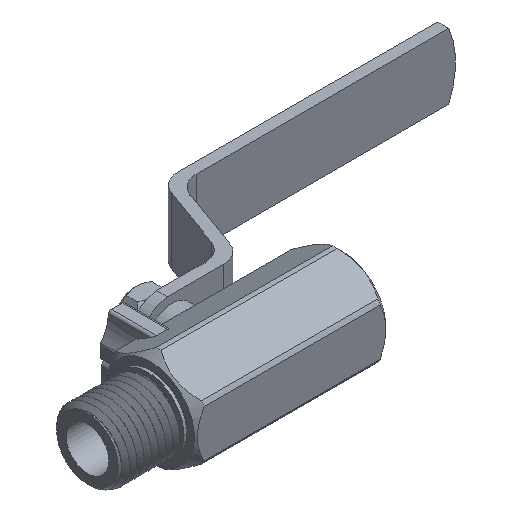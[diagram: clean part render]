
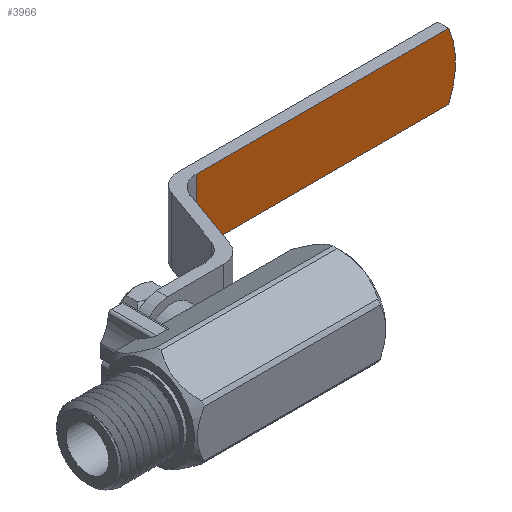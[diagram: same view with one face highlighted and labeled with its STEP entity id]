
A CAD part, isometric view. The second image highlights one B-rep face of the part: STEP entity #3966.
In plain terms, the highlighted planar face has unit normal (0, -1, 0).
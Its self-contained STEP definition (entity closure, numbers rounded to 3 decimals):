
#534=LINE('',#8369,#704);
#535=LINE('',#8374,#705);
#536=LINE('',#8376,#706);
#704=VECTOR('',#4610,1000.);
#705=VECTOR('',#4613,1000.);
#706=VECTOR('',#4614,1000.);
#1503=ORIENTED_EDGE('',*,*,#2497,.T.);
#1504=ORIENTED_EDGE('',*,*,#2498,.T.);
#1505=ORIENTED_EDGE('',*,*,#2499,.F.);
#1506=ORIENTED_EDGE('',*,*,#2500,.F.);
#2497=EDGE_CURVE('',#3046,#3047,#534,.T.);
#2498=EDGE_CURVE('',#3047,#3048,#3288,.T.);
#2499=EDGE_CURVE('',#3049,#3048,#535,.T.);
#2500=EDGE_CURVE('',#3046,#3049,#536,.T.);
#3046=VERTEX_POINT('',#8370);
#3047=VERTEX_POINT('',#8371);
#3048=VERTEX_POINT('',#8373);
#3049=VERTEX_POINT('',#8375);
#3288=CIRCLE('',#4175,15.);
#3464=EDGE_LOOP('',(#1503,#1504,#1505,#1506));
#3685=FACE_BOUND('',#3464,.T.);
#3831=PLANE('',#4174);
#3966=ADVANCED_FACE('',(#3685),#3831,.T.);
#4174=AXIS2_PLACEMENT_3D('',#8368,#4608,#4609);
#4175=AXIS2_PLACEMENT_3D('',#8372,#4611,#4612);
#4608=DIRECTION('',(0.,-1.,0.));
#4609=DIRECTION('',(0.,0.,-1.));
#4610=DIRECTION('',(1.,0.,0.));
#4611=DIRECTION('',(0.,-1.,0.));
#4612=DIRECTION('',(0.,0.,-1.));
#4613=DIRECTION('',(1.,0.,0.));
#4614=DIRECTION('',(0.,0.,1.));
#8368=CARTESIAN_POINT('',(21.398,27.5,-6.05));
#8369=CARTESIAN_POINT('',(21.398,27.5,-6.05));
#8370=CARTESIAN_POINT('',(21.398,27.5,-6.05));
#8371=CARTESIAN_POINT('',(67.448,27.5,-6.05));
#8372=CARTESIAN_POINT('',(53.7,27.5,-0.05));
#8373=CARTESIAN_POINT('',(67.448,27.5,5.95));
#8374=CARTESIAN_POINT('',(21.398,27.5,5.95));
#8375=CARTESIAN_POINT('',(21.398,27.5,5.95));
#8376=CARTESIAN_POINT('',(21.398,27.5,-6.05));
